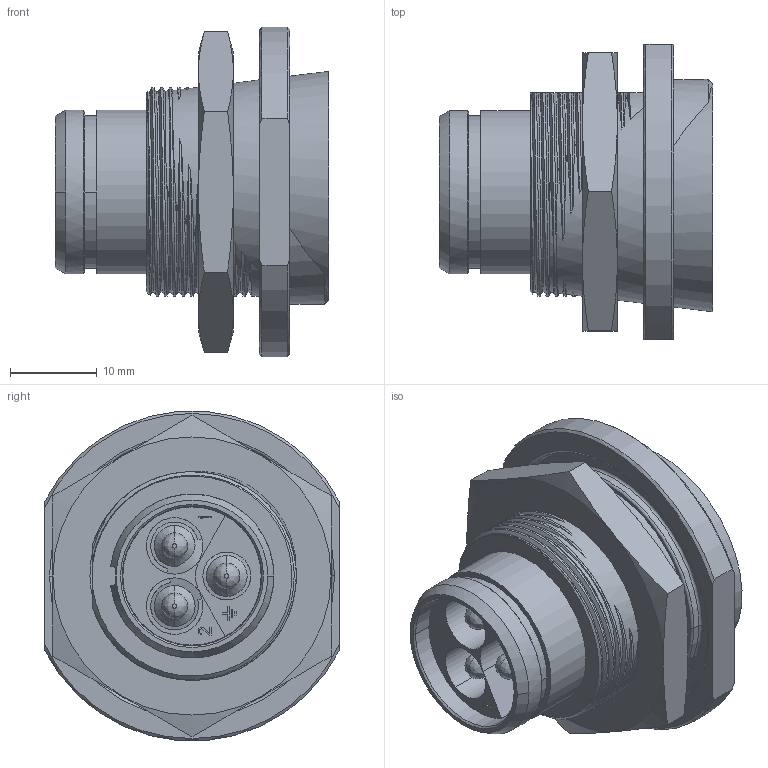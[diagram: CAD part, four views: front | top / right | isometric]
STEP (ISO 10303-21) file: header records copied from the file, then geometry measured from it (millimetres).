
FILE_DESCRIPTION((''),'2;1');
FILE_NAME('1331EV303AMS_SW0001','2022-05-25T16:18:08',('cgregory'),('NET AG system integration'),'CREO PARAMETRIC BY PTC INC, 2021404','CREO PARAMETRIC BY PTC INC, 2021404','');
FILE_SCHEMA(('AUTOMOTIVE_DESIGN { 1 0 10303 214 1 1 1 1 }'));
Length unit declared in the file: millimetre
Products named in the file (1): 1331EV303AMS_SW0001
Bounding box: 31.5 x 34 x 37.86 mm (x, y, z)
Volume: 14917.8 mm3; surface area: 7875 mm2
Topology: 1 solids, 1 shells, 308 faces, 815 edges, 529 vertices
Faces by surface type: plane 102, bspline 78, cylinder 66, cone 52, torus 10
Entity records: 25041 total; most frequent: CARTESIAN_POINT 17072, ORIENTED_EDGE 1630, DIRECTION 1083, EDGE_CURVE 815, VERTEX_POINT 529, AXIS2_PLACEMENT_3D 398, B_SPLINE_CURVE_WITH_KNOTS 374, EDGE_LOOP 330
